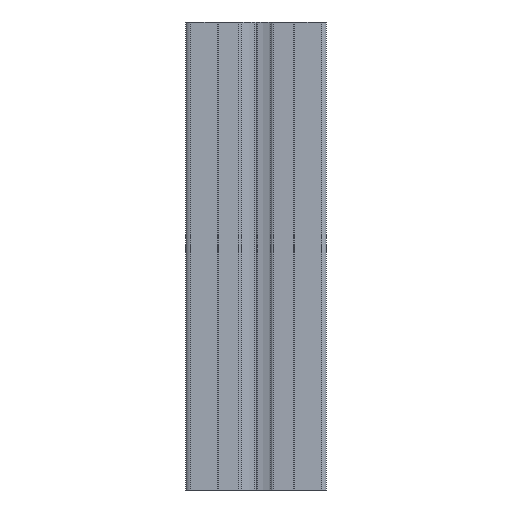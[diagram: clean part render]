
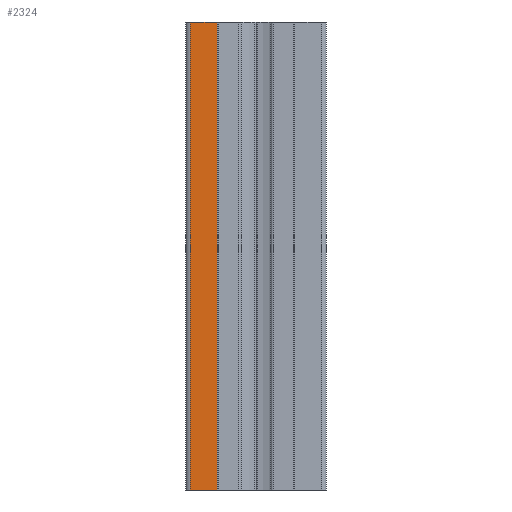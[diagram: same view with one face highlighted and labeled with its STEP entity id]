
A CAD part, front view. The second image highlights one B-rep face of the part: STEP entity #2324.
In plain terms, the highlighted planar face has unit normal (0, -1, 0).
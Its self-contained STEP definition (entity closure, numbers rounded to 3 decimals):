
#2266=CARTESIAN_POINT('',(-45.414,-64.53,100.0));
#2267=VERTEX_POINT('',#2266);
#2275=CARTESIAN_POINT('',(-45.414,-64.53,0.0));
#2276=VERTEX_POINT('',#2275);
#2277=CARTESIAN_POINT('',(-45.414,-64.53,0.0));
#2278=DIRECTION('',(0.0,0.0,1.0));
#2279=VECTOR('',#2278,100.0);
#2280=LINE('',#2277,#2279);
#2281=EDGE_CURVE('',#2276,#2267,#2280,.T.);
#2294=CARTESIAN_POINT('',(-45.414,-64.53,0.0));
#2295=DIRECTION('',(0.0,-1.0,0.0));
#2296=DIRECTION('',(0.0,0.0,-1.0));
#2297=AXIS2_PLACEMENT_3D('',#2294,#2295,#2296);
#2298=PLANE('',#2297);
#2299=CARTESIAN_POINT('',(-51.177,-64.53,100.0));
#2300=VERTEX_POINT('',#2299);
#2301=CARTESIAN_POINT('',(-45.414,-64.53,100.0));
#2302=DIRECTION('',(-1.0,0.0,0.0));
#2303=VECTOR('',#2302,5.763);
#2304=LINE('',#2301,#2303);
#2305=EDGE_CURVE('',#2267,#2300,#2304,.T.);
#2306=ORIENTED_EDGE('',*,*,#2305,.T.);
#2307=CARTESIAN_POINT('',(-51.177,-64.53,0.0));
#2308=VERTEX_POINT('',#2307);
#2309=CARTESIAN_POINT('',(-51.177,-64.53,0.0));
#2310=DIRECTION('',(0.0,0.0,1.0));
#2311=VECTOR('',#2310,100.0);
#2312=LINE('',#2309,#2311);
#2313=EDGE_CURVE('',#2308,#2300,#2312,.T.);
#2314=ORIENTED_EDGE('',*,*,#2313,.F.);
#2315=CARTESIAN_POINT('',(-51.177,-64.53,0.0));
#2316=DIRECTION('',(1.0,0.0,0.0));
#2317=VECTOR('',#2316,5.763);
#2318=LINE('',#2315,#2317);
#2319=EDGE_CURVE('',#2308,#2276,#2318,.T.);
#2320=ORIENTED_EDGE('',*,*,#2319,.T.);
#2321=ORIENTED_EDGE('',*,*,#2281,.T.);
#2322=EDGE_LOOP('',(#2306,#2314,#2320,#2321));
#2323=FACE_OUTER_BOUND('',#2322,.T.);
#2324=ADVANCED_FACE('',(#2323),#2298,.T.);
